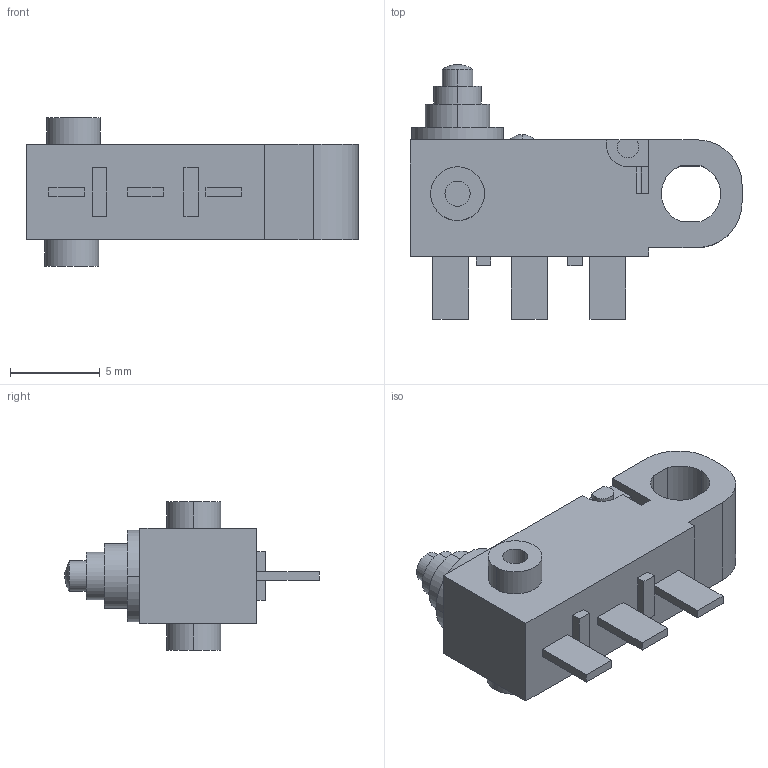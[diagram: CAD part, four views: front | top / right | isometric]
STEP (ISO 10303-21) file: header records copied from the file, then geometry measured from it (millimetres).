
FILE_DESCRIPTION (( 'STEP AP203' ), '1' );
FILE_NAME ('D2HW_C201H.STEP', '2023-10-24T21:29:35', ( '' ), ( '' ), 'SwSTEP 2.0', 'SolidWorks 2021', '' );
FILE_SCHEMA (( 'CONFIG_CONTROL_DESIGN' ));
Length unit declared in the file: millimetre
Products named in the file (1): D2HW_C201H
Bounding box: 18.5 x 14.2 x 8.3 mm (x, y, z)
Volume: 595.9 mm3; surface area: 785.2 mm2
Topology: 2 solids, 2 shells, 109 faces, 270 edges, 180 vertices
Faces by surface type: plane 71, cylinder 34, sphere 4
Entity records: 3321 total; most frequent: DIRECTION 568, CARTESIAN_POINT 560, ORIENTED_EDGE 540, EDGE_CURVE 270, LINE 192, VECTOR 192, AXIS2_PLACEMENT_3D 188, VERTEX_POINT 180
